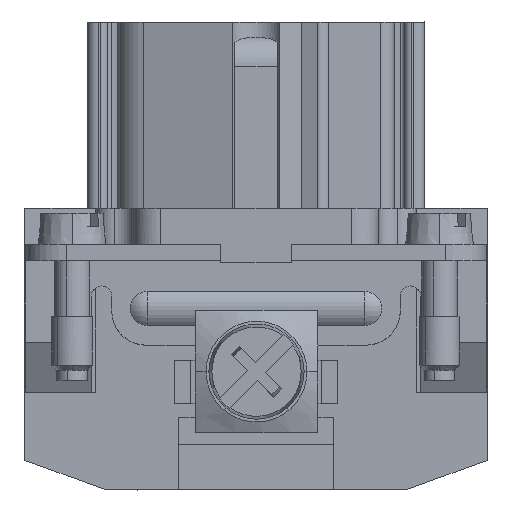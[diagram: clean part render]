
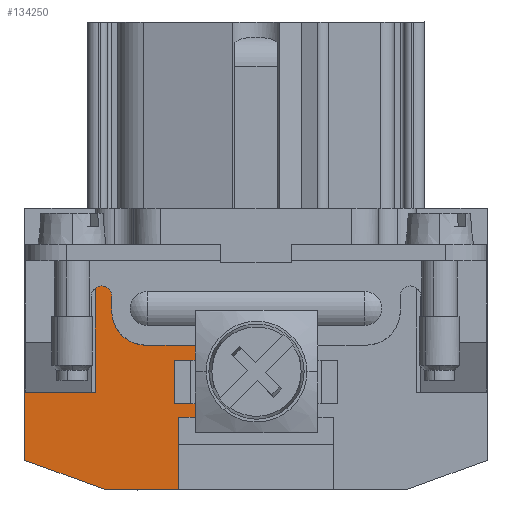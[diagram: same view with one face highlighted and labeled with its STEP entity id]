
A CAD part, front view. The second image highlights one B-rep face of the part: STEP entity #134250.
In plain terms, the highlighted face is planar.
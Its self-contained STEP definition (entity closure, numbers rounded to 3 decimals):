
#1950=CARTESIAN_POINT('',(246.753,-147.039,
-89.443));
#1960=VERTEX_POINT('',#1950);
#2110=CARTESIAN_POINT('',(248.937,-153.039,
-89.481));
#2120=VERTEX_POINT('',#2110);
#2150=CARTESIAN_POINT('',(193.358,-0.338,
-88.511));
#2160=DIRECTION('',(0.342,-0.94,
-0.006));
#2170=VECTOR('',#2160,1.);
#2180=LINE('',#2150,#2170);
#2190=EDGE_CURVE('',#1960,#2120,#2180,.T.);
#3900=CARTESIAN_POINT('',(253.953,-147.839,
-89.568));
#3910=VERTEX_POINT('',#3900);
#3940=CARTESIAN_POINT('',(253.953,-0.338,
-89.568));
#3950=DIRECTION('',(0.,-1.,0.));
#3960=VECTOR('',#3950,1.);
#3970=LINE('',#3940,#3960);
#3980=CARTESIAN_POINT('',(253.953,-153.039,
-89.568));
#3990=VERTEX_POINT('',#3980);
#4000=EDGE_CURVE('',#3910,#3990,#3970,.T.);
#11870=CARTESIAN_POINT('',(33.3,-147.839,
-85.717));
#11880=DIRECTION('',(1.,0.,
-0.017));
#11890=VECTOR('',#11880,1.);
#11900=LINE('',#11870,#11890);
#11910=CARTESIAN_POINT('',(261.603,-147.839,
-89.702));
#11920=VERTEX_POINT('',#11910);
#11930=EDGE_CURVE('',#3910,#11920,#11900,.T.);
#45570=CARTESIAN_POINT('',(33.3,-146.639,
-85.717));
#45580=DIRECTION('',(-1.,0.,
0.017));
#45590=VECTOR('',#45580,1.);
#45600=LINE('',#45570,#45590);
#45610=CARTESIAN_POINT('',(261.003,-146.639,
-89.691));
#45620=VERTEX_POINT('',#45610);
#45630=CARTESIAN_POINT('',(259.903,-146.639,
-89.672));
#45640=VERTEX_POINT('',#45630);
#45650=EDGE_CURVE('',#45620,#45640,#45600,.T.);
#46290=CARTESIAN_POINT('',(261.003,-147.389,
-89.691));
#46300=DIRECTION('',(-0.017,0.,
-1.));
#46310=DIRECTION('',(1.,0.,
-0.017));
#46320=AXIS2_PLACEMENT_3D('',#46290,#46300,#46310);
#46330=ELLIPSE('',#46320,0.75,0.75);
#46340=EDGE_CURVE('',#45620,#11920,#46330,.T.);
#47410=CARTESIAN_POINT('',(257.403,-0.338,
-89.628));
#47420=DIRECTION('',(0.,1.,0.));
#47430=VECTOR('',#47420,1.);
#47440=LINE('',#47410,#47430);
#47450=CARTESIAN_POINT('',(257.403,-144.139,
-89.628));
#47460=VERTEX_POINT('',#47450);
#47470=CARTESIAN_POINT('',(257.403,-140.501,
-89.628));
#47480=VERTEX_POINT('',#47470);
#47490=EDGE_CURVE('',#47460,#47480,#47440,.T.);
#52250=CARTESIAN_POINT('',(252.103,-140.501,
-89.536));
#52260=VERTEX_POINT('',#52250);
#52290=CARTESIAN_POINT('',(33.3,-140.501,
-85.717));
#52300=DIRECTION('',(1.,0.,
-0.017));
#52310=VECTOR('',#52300,1.);
#52320=LINE('',#52290,#52310);
#52330=CARTESIAN_POINT('',(253.103,-140.501,
-89.553));
#52340=VERTEX_POINT('',#52330);
#52350=EDGE_CURVE('',#52260,#52340,#52320,.T.);
#52570=CARTESIAN_POINT('',(256.303,-140.501,
-89.609));
#52580=VERTEX_POINT('',#52570);
#52610=EDGE_CURVE('',#52580,#47480,#52320,.T.);
#52940=CARTESIAN_POINT('',(253.103,-0.338,
-89.553));
#52950=DIRECTION('',(0.,-1.,0.));
#52960=VECTOR('',#52950,1.);
#52970=LINE('',#52940,#52960);
#52980=CARTESIAN_POINT('',(253.103,-142.039,
-89.553));
#52990=VERTEX_POINT('',#52980);
#53000=EDGE_CURVE('',#52340,#52990,#52970,.T.);
#53810=CARTESIAN_POINT('',(33.3,-142.039,
-85.717));
#53820=DIRECTION('',(-1.,0.,
0.017));
#53830=VECTOR('',#53820,1.);
#53840=LINE('',#53810,#53830);
#53850=CARTESIAN_POINT('',(256.303,-142.039,
-89.609));
#53860=VERTEX_POINT('',#53850);
#53870=EDGE_CURVE('',#53860,#52990,#53840,.T.);
#73590=CARTESIAN_POINT('',(252.103,-141.739,
-89.536));
#73600=VERTEX_POINT('',#73590);
#73770=CARTESIAN_POINT('',(250.103,-141.739,
-89.501));
#73780=VERTEX_POINT('',#73770);
#73810=CARTESIAN_POINT('',(33.3,-141.739,
-85.717));
#73820=DIRECTION('',(1.,0.,
-0.017));
#73830=VECTOR('',#73820,1.);
#73840=LINE('',#73810,#73830);
#73850=EDGE_CURVE('',#73780,#73600,#73840,.T.);
#85500=CARTESIAN_POINT('',(246.753,-141.739,
-89.443));
#85510=VERTEX_POINT('',#85500);
#85540=EDGE_CURVE('',#85510,#73780,#73840,.T.);
#88550=CARTESIAN_POINT('',(259.903,-144.139,
-89.672));
#88560=DIRECTION('',(-0.017,0.,
-1.));
#88570=DIRECTION('',(1.,0.,
-0.017));
#88580=AXIS2_PLACEMENT_3D('',#88550,#88560,#88570);
#88590=ELLIPSE('',#88580,2.5,2.5);
#88600=EDGE_CURVE('',#45640,#47460,#88590,.T.);
#115640=CARTESIAN_POINT('',(252.103,-0.338,
-89.536));
#115650=DIRECTION('',(0.,1.,0.));
#115660=VECTOR('',#115650,1.);
#115670=LINE('',#115640,#115660);
#115680=EDGE_CURVE('',#73600,#52260,#115670,.T.);
#133440=CARTESIAN_POINT('',(33.3,-153.039,
-85.717));
#133450=DIRECTION('',(-1.,0.,
0.017));
#133460=VECTOR('',#133450,1.);
#133470=LINE('',#133440,#133460);
#133480=EDGE_CURVE('',#3990,#2120,#133470,.T.);
#133910=CARTESIAN_POINT('',(253.952,-119.039,
-89.568));
#133920=DIRECTION('',(-0.017,0.,
-1.));
#133930=DIRECTION('',(1.,0.,
-0.017));
#133940=AXIS2_PLACEMENT_3D('',#133910,#133920,#133930);
#133950=PLANE('',#133940);
#133960=ORIENTED_EDGE('',*,*,#46340,.T.);
#133970=ORIENTED_EDGE('',*,*,#45650,.F.);
#133980=ORIENTED_EDGE('',*,*,#88600,.F.);
#133990=ORIENTED_EDGE('',*,*,#47490,.F.);
#134000=ORIENTED_EDGE('',*,*,#52610,.T.);
#134010=CARTESIAN_POINT('',(256.303,-0.338,
-89.609));
#134020=DIRECTION('',(0.,1.,0.));
#134030=VECTOR('',#134020,1.);
#134040=LINE('',#134010,#134030);
#134050=EDGE_CURVE('',#53860,#52580,#134040,.T.);
#134060=ORIENTED_EDGE('',*,*,#134050,.T.);
#134070=ORIENTED_EDGE('',*,*,#53870,.F.);
#134080=ORIENTED_EDGE('',*,*,#53000,.T.);
#134090=ORIENTED_EDGE('',*,*,#52350,.T.);
#134100=ORIENTED_EDGE('',*,*,#115680,.T.);
#134110=ORIENTED_EDGE('',*,*,#73850,.T.);
#134120=ORIENTED_EDGE('',*,*,#85540,.T.);
#134130=CARTESIAN_POINT('',(246.753,-0.338,
-89.443));
#134140=DIRECTION('',(0.,1.,0.));
#134150=VECTOR('',#134140,1.);
#134160=LINE('',#134130,#134150);
#134170=EDGE_CURVE('',#1960,#85510,#134160,.T.);
#134180=ORIENTED_EDGE('',*,*,#134170,.T.);
#134190=ORIENTED_EDGE('',*,*,#2190,.F.);
#134200=ORIENTED_EDGE('',*,*,#133480,.T.);
#134210=ORIENTED_EDGE('',*,*,#4000,.T.);
#134220=ORIENTED_EDGE('',*,*,#11930,.F.);
#134230=EDGE_LOOP('',(#134220,#134210,#134200,#134190,#134180,#134120,
#134110,#134100,#134090,#134080,#134070,#134060,#134000,#133990,#133980,
#133970,#133960));
#134240=FACE_OUTER_BOUND('',#134230,.T.);
#134250=ADVANCED_FACE('',(#134240),#133950,.T.);
